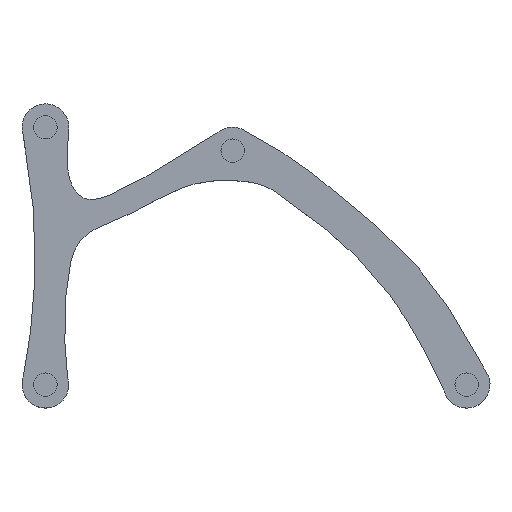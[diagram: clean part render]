
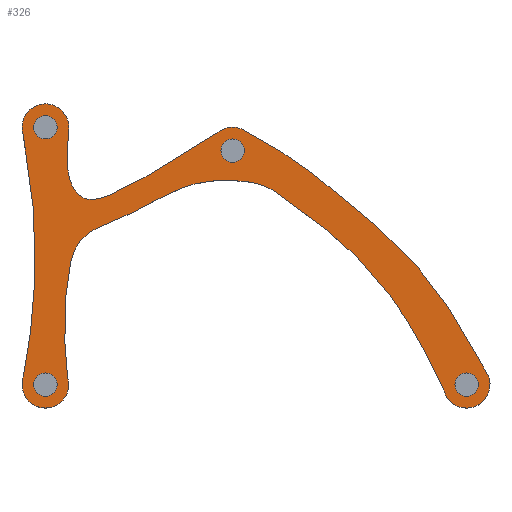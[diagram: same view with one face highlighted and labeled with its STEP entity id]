
A CAD part, top view. The second image highlights one B-rep face of the part: STEP entity #326.
In plain terms, the highlighted planar face has unit normal (0, 0, 1).
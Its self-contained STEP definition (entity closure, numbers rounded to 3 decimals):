
#31=FACE_BOUND('',#127,.T.);
#32=FACE_BOUND('',#128,.T.);
#33=FACE_BOUND('',#129,.T.);
#34=FACE_BOUND('',#130,.T.);
#40=B_SPLINE_CURVE_WITH_KNOTS('',4,(#584,#585,#586,#587,#588,#589),
 .UNSPECIFIED.,.F.,.F.,(5,1,5),(1.,2.,3.),.UNSPECIFIED.);
#42=B_SPLINE_CURVE_WITH_KNOTS('',4,(#638,#639,#640,#641,#642,#643,#644,
#645,#646,#647,#648,#649,#650),.UNSPECIFIED.,.F.,.F.,(5,1,1,1,1,1,1,1,1,
5),(1.,2.,3.,4.,5.,6.,7.,8.,9.,10.),.UNSPECIFIED.);
#44=B_SPLINE_CURVE_WITH_KNOTS('',4,(#678,#679,#680,#681,#682,#683),
 .UNSPECIFIED.,.F.,.F.,(5,1,5),(1.,2.,3.),.UNSPECIFIED.);
#46=B_SPLINE_CURVE_WITH_KNOTS('',4,(#712,#713,#714,#715,#716,#717,#718),
 .UNSPECIFIED.,.F.,.F.,(5,1,1,5),(1.,2.,3.,4.),.UNSPECIFIED.);
#109=FACE_OUTER_BOUND('',#126,.T.);
#126=EDGE_LOOP('',(#283,#284,#285,#286,#287,#288,#289,#290));
#127=EDGE_LOOP('',(#291));
#128=EDGE_LOOP('',(#292));
#129=EDGE_LOOP('',(#293));
#130=EDGE_LOOP('',(#294));
#140=CIRCLE('',#391,5.);
#142=CIRCLE('',#394,5.);
#144=CIRCLE('',#397,5.);
#146=CIRCLE('',#400,5.);
#149=CIRCLE('',#404,10.);
#151=CIRCLE('',#407,10.);
#153=CIRCLE('',#410,10.);
#155=CIRCLE('',#413,10.);
#160=VERTEX_POINT('',#532);
#162=VERTEX_POINT('',#538);
#164=VERTEX_POINT('',#544);
#166=VERTEX_POINT('',#550);
#170=VERTEX_POINT('',#559);
#171=VERTEX_POINT('',#561);
#173=VERTEX_POINT('',#583);
#175=VERTEX_POINT('',#594);
#177=VERTEX_POINT('',#637);
#179=VERTEX_POINT('',#655);
#181=VERTEX_POINT('',#677);
#183=VERTEX_POINT('',#688);
#189=EDGE_CURVE('',#160,#160,#140,.T.);
#192=EDGE_CURVE('',#162,#162,#142,.T.);
#195=EDGE_CURVE('',#164,#164,#144,.T.);
#198=EDGE_CURVE('',#166,#166,#146,.T.);
#203=EDGE_CURVE('',#171,#170,#149,.T.);
#206=EDGE_CURVE('',#173,#171,#40,.T.);
#209=EDGE_CURVE('',#175,#173,#151,.T.);
#212=EDGE_CURVE('',#177,#175,#42,.T.);
#215=EDGE_CURVE('',#179,#177,#153,.T.);
#218=EDGE_CURVE('',#181,#179,#44,.T.);
#221=EDGE_CURVE('',#183,#181,#155,.T.);
#224=EDGE_CURVE('',#170,#183,#46,.T.);
#283=ORIENTED_EDGE('',*,*,#224,.T.);
#284=ORIENTED_EDGE('',*,*,#221,.T.);
#285=ORIENTED_EDGE('',*,*,#218,.T.);
#286=ORIENTED_EDGE('',*,*,#215,.T.);
#287=ORIENTED_EDGE('',*,*,#212,.T.);
#288=ORIENTED_EDGE('',*,*,#209,.T.);
#289=ORIENTED_EDGE('',*,*,#206,.T.);
#290=ORIENTED_EDGE('',*,*,#203,.T.);
#291=ORIENTED_EDGE('',*,*,#198,.T.);
#292=ORIENTED_EDGE('',*,*,#195,.T.);
#293=ORIENTED_EDGE('',*,*,#192,.T.);
#294=ORIENTED_EDGE('',*,*,#189,.T.);
#309=PLANE('',#414);
#326=ADVANCED_FACE('',(#109,#31,#32,#33,#34),#309,.T.);
#391=AXIS2_PLACEMENT_3D('',#533,#444,#445);
#394=AXIS2_PLACEMENT_3D('',#539,#451,#452);
#397=AXIS2_PLACEMENT_3D('',#545,#458,#459);
#400=AXIS2_PLACEMENT_3D('',#551,#465,#466);
#404=AXIS2_PLACEMENT_3D('',#562,#475,#476);
#407=AXIS2_PLACEMENT_3D('',#595,#483,#484);
#410=AXIS2_PLACEMENT_3D('',#656,#491,#492);
#413=AXIS2_PLACEMENT_3D('',#689,#499,#500);
#414=AXIS2_PLACEMENT_3D('',#719,#502,#503);
#444=DIRECTION('center_axis',(0.,0.,-1.));
#445=DIRECTION('ref_axis',(-1.,0.,0.));
#451=DIRECTION('center_axis',(0.,0.,-1.));
#452=DIRECTION('ref_axis',(-1.,0.,0.));
#458=DIRECTION('center_axis',(0.,0.,-1.));
#459=DIRECTION('ref_axis',(-1.,0.,0.));
#465=DIRECTION('center_axis',(0.,0.,-1.));
#466=DIRECTION('ref_axis',(-1.,0.,0.));
#475=DIRECTION('center_axis',(0.,0.,1.));
#476=DIRECTION('ref_axis',(0.464,0.886,0.));
#483=DIRECTION('center_axis',(0.,0.,1.));
#484=DIRECTION('ref_axis',(-0.974,-0.225,0.));
#491=DIRECTION('center_axis',(0.,0.,1.));
#492=DIRECTION('ref_axis',(-0.944,0.329,0.));
#499=DIRECTION('center_axis',(0.,0.,1.));
#500=DIRECTION('ref_axis',(0.997,-0.082,0.));
#502=DIRECTION('center_axis',(0.,0.,1.));
#503=DIRECTION('ref_axis',(1.,0.,0.));
#532=CARTESIAN_POINT('',(-85.,55.,9.4));
#533=CARTESIAN_POINT('Origin',(-90.,55.,9.4));
#538=CARTESIAN_POINT('',(-85.,-55.,9.4));
#539=CARTESIAN_POINT('Origin',(-90.,-55.,9.4));
#544=CARTESIAN_POINT('',(95.,-55.,9.4));
#545=CARTESIAN_POINT('Origin',(90.,-55.,9.4));
#550=CARTESIAN_POINT('',(-5.,45.,9.4));
#551=CARTESIAN_POINT('Origin',(-10.,45.,9.4));
#559=CARTESIAN_POINT('',(-16.267,52.792,9.4));
#561=CARTESIAN_POINT('',(-5.359,53.858,9.4));
#562=CARTESIAN_POINT('Origin',(-10.,45.,9.4));
#583=CARTESIAN_POINT('',(98.415,-49.598,9.4));
#584=CARTESIAN_POINT('Ctrl Pts',(98.415,-49.598,9.4));
#585=CARTESIAN_POINT('Ctrl Pts',(80.,-15.,9.4));
#586=CARTESIAN_POINT('Ctrl Pts',(59.817,6.737,9.4));
#587=CARTESIAN_POINT('Ctrl Pts',(31.817,31.033,9.4));
#588=CARTESIAN_POINT('Ctrl Pts',(9.629,46.006,9.4));
#589=CARTESIAN_POINT('Ctrl Pts',(-5.359,53.858,9.4));
#594=CARTESIAN_POINT('',(80.256,-57.248,9.4));
#595=CARTESIAN_POINT('Origin',(90.,-55.,9.4));
#637=CARTESIAN_POINT('',(-80.513,-51.839,9.4));
#638=CARTESIAN_POINT('Ctrl Pts',(-80.513,-51.839,9.4));
#639=CARTESIAN_POINT('Ctrl Pts',(-81.957,-43.609,9.4));
#640=CARTESIAN_POINT('Ctrl Pts',(-81.957,-21.,9.4));
#641=CARTESIAN_POINT('Ctrl Pts',(-80.513,3.266,9.4));
#642=CARTESIAN_POINT('Ctrl Pts',(-70.698,12.303,9.4));
#643=CARTESIAN_POINT('Ctrl Pts',(-51.263,17.488,9.4));
#644=CARTESIAN_POINT('Ctrl Pts',(-30.297,32.65,9.4));
#645=CARTESIAN_POINT('Ctrl Pts',(-8.375,32.65,9.4));
#646=CARTESIAN_POINT('Ctrl Pts',(5.283,31.033,9.4));
#647=CARTESIAN_POINT('Ctrl Pts',(14.583,22.341,9.4));
#648=CARTESIAN_POINT('Ctrl Pts',(59.817,-8.867,9.4));
#649=CARTESIAN_POINT('Ctrl Pts',(77.607,-52.42,9.4));
#650=CARTESIAN_POINT('Ctrl Pts',(80.256,-57.248,9.4));
#655=CARTESIAN_POINT('',(-99.444,-51.713,9.4));
#656=CARTESIAN_POINT('Origin',(-90.,-55.,9.4));
#677=CARTESIAN_POINT('',(-99.444,51.713,9.4));
#678=CARTESIAN_POINT('Ctrl Pts',(-99.444,51.713,9.4));
#679=CARTESIAN_POINT('Ctrl Pts',(-95.,27.488,9.4));
#680=CARTESIAN_POINT('Ctrl Pts',(-93.815,3.266,9.4));
#681=CARTESIAN_POINT('Ctrl Pts',(-93.815,-21.,9.4));
#682=CARTESIAN_POINT('Ctrl Pts',(-97.959,-43.609,9.4));
#683=CARTESIAN_POINT('Ctrl Pts',(-99.444,-51.713,9.4));
#688=CARTESIAN_POINT('',(-80.034,54.177,9.4));
#689=CARTESIAN_POINT('Origin',(-90.,55.,9.4));
#712=CARTESIAN_POINT('Ctrl Pts',(-16.267,52.792,9.4));
#713=CARTESIAN_POINT('Ctrl Pts',(-18.447,51.596,9.4));
#714=CARTESIAN_POINT('Ctrl Pts',(-58.53,25.781,9.4));
#715=CARTESIAN_POINT('Ctrl Pts',(-74.324,18.901,9.4));
#716=CARTESIAN_POINT('Ctrl Pts',(-80.992,31.033,9.4));
#717=CARTESIAN_POINT('Ctrl Pts',(-80.992,42.578,9.4));
#718=CARTESIAN_POINT('Ctrl Pts',(-80.034,54.177,9.4));
#719=CARTESIAN_POINT('Origin',(0.,0.,9.4));
